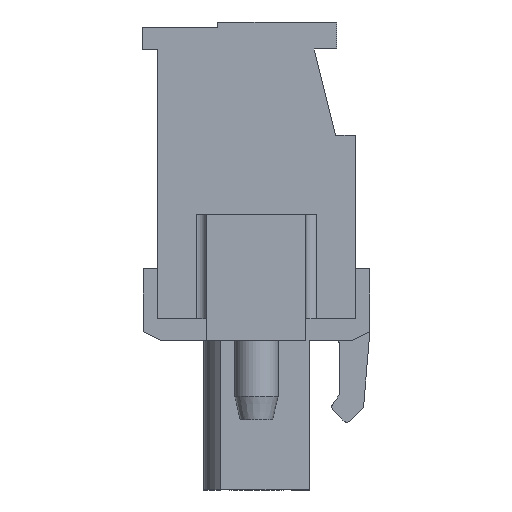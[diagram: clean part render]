
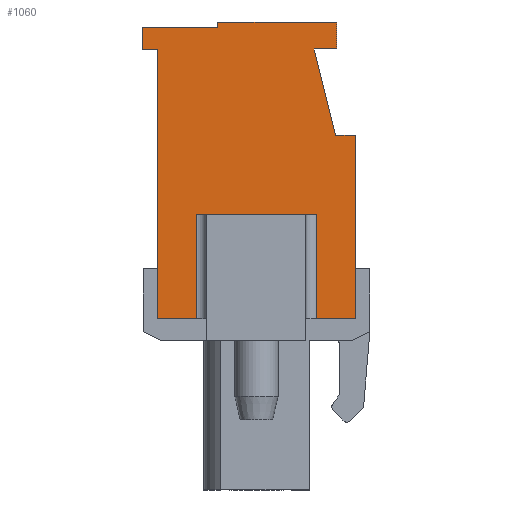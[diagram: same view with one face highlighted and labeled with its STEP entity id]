
A CAD part, left-side view. The second image highlights one B-rep face of the part: STEP entity #1060.
In plain terms, the highlighted planar face has unit normal (-1, 0, 0).
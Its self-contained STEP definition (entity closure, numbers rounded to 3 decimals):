
#1060 = ADVANCED_FACE( '', ( #2177 ), #2178, .T. );
#2177 = FACE_OUTER_BOUND( '', #3395, .T. );
#2178 = PLANE( '', #3396 );
#3395 = EDGE_LOOP( '', ( #6153, #6154, #6155, #6156, #6157, #6158, #6159, #6160, #6161, #6162, #6163, #6164, #6165, #6166, #6167, #6168 ) );
#3396 = AXIS2_PLACEMENT_3D( '', #6169, #6170, #6171 );
#6153 = ORIENTED_EDGE( '', *, *, #8010, .T. );
#6154 = ORIENTED_EDGE( '', *, *, #8133, .T. );
#6155 = ORIENTED_EDGE( '', *, *, #8029, .T. );
#6156 = ORIENTED_EDGE( '', *, *, #8621, .T. );
#6157 = ORIENTED_EDGE( '', *, *, #8004, .T. );
#6158 = ORIENTED_EDGE( '', *, *, #8622, .T. );
#6159 = ORIENTED_EDGE( '', *, *, #7574, .T. );
#6160 = ORIENTED_EDGE( '', *, *, #7795, .T. );
#6161 = ORIENTED_EDGE( '', *, *, #8538, .T. );
#6162 = ORIENTED_EDGE( '', *, *, #8061, .T. );
#6163 = ORIENTED_EDGE( '', *, *, #7725, .T. );
#6164 = ORIENTED_EDGE( '', *, *, #8175, .T. );
#6165 = ORIENTED_EDGE( '', *, *, #8623, .T. );
#6166 = ORIENTED_EDGE( '', *, *, #8624, .T. );
#6167 = ORIENTED_EDGE( '', *, *, #8574, .T. );
#6168 = ORIENTED_EDGE( '', *, *, #8625, .T. );
#6169 = CARTESIAN_POINT( '', ( -5., 0., 0. ) );
#6170 = DIRECTION( '', ( -1., 0., 0. ) );
#6171 = DIRECTION( '', ( 0., 0., 1. ) );
#7574 = EDGE_CURVE( '', #9109, #9110, #9111, .T. );
#7725 = EDGE_CURVE( '', #9380, #9381, #9382, .T. );
#7795 = EDGE_CURVE( '', #9110, #9503, #9504, .T. );
#8004 = EDGE_CURVE( '', #9842, #9840, #9843, .T. );
#8010 = EDGE_CURVE( '', #9822, #9852, #9854, .T. );
#8029 = EDGE_CURVE( '', #9885, #9886, #9887, .T. );
#8061 = EDGE_CURVE( '', #9935, #9380, #9936, .T. );
#8133 = EDGE_CURVE( '', #9852, #9885, #10045, .T. );
#8175 = EDGE_CURVE( '', #9381, #10110, #10111, .T. );
#8538 = EDGE_CURVE( '', #9503, #9935, #10615, .T. );
#8574 = EDGE_CURVE( '', #10659, #10660, #10661, .T. );
#8621 = EDGE_CURVE( '', #9886, #9842, #10722, .T. );
#8622 = EDGE_CURVE( '', #9840, #9109, #10723, .T. );
#8623 = EDGE_CURVE( '', #10110, #10724, #10725, .T. );
#8624 = EDGE_CURVE( '', #10724, #10659, #10726, .T. );
#8625 = EDGE_CURVE( '', #10660, #9822, #10727, .T. );
#9109 = VERTEX_POINT( '', #11318 );
#9110 = VERTEX_POINT( '', #11319 );
#9111 = LINE( '', #11320, #11321 );
#9380 = VERTEX_POINT( '', #11700 );
#9381 = VERTEX_POINT( '', #11701 );
#9382 = LINE( '', #11702, #11703 );
#9503 = VERTEX_POINT( '', #11874 );
#9504 = LINE( '', #11875, #11876 );
#9822 = VERTEX_POINT( '', #12336 );
#9840 = VERTEX_POINT( '', #12365 );
#9842 = VERTEX_POINT( '', #12368 );
#9843 = LINE( '', #12369, #12370 );
#9852 = VERTEX_POINT( '', #12382 );
#9854 = LINE( '', #12384, #12385 );
#9885 = VERTEX_POINT( '', #12429 );
#9886 = VERTEX_POINT( '', #12430 );
#9887 = LINE( '', #12431, #12432 );
#9935 = VERTEX_POINT( '', #12512 );
#9936 = LINE( '', #12513, #12514 );
#10045 = LINE( '', #12672, #12673 );
#10110 = VERTEX_POINT( '', #12769 );
#10111 = LINE( '', #12770, #12771 );
#10615 = LINE( '', #13518, #13519 );
#10659 = VERTEX_POINT( '', #13581 );
#10660 = VERTEX_POINT( '', #13582 );
#10661 = LINE( '', #13583, #13584 );
#10722 = LINE( '', #13671, #13672 );
#10723 = LINE( '', #13673, #13674 );
#10724 = VERTEX_POINT( '', #13675 );
#10725 = LINE( '', #13676, #13677 );
#10726 = LINE( '', #13678, #13679 );
#10727 = LINE( '', #13680, #13681 );
#11318 = CARTESIAN_POINT( '', ( -5., -5.5, 2.725 ) );
#11319 = CARTESIAN_POINT( '', ( -5., -4.4, 2.725 ) );
#11320 = CARTESIAN_POINT( '', ( -5., -5.5, 2.725 ) );
#11321 = VECTOR( '', #14227, 1000. );
#11700 = CARTESIAN_POINT( '', ( -5., -4.45, 9.025 ) );
#11701 = CARTESIAN_POINT( '', ( -5., 2.15, 9.025 ) );
#11702 = CARTESIAN_POINT( '', ( -5., -4.45, 9.025 ) );
#11703 = VECTOR( '', #14393, 1000. );
#11874 = CARTESIAN_POINT( '', ( -5., -3.2, 7.525 ) );
#11875 = CARTESIAN_POINT( '', ( -5., -4.4, 2.725 ) );
#11876 = VECTOR( '', #14462, 1000. );
#12336 = CARTESIAN_POINT( '', ( -5., 5.5, -7.475 ) );
#12365 = CARTESIAN_POINT( '', ( -5., -5.5, -7.475 ) );
#12368 = CARTESIAN_POINT( '', ( -5., -3.35, -7.475 ) );
#12369 = CARTESIAN_POINT( '', ( -5., 5.5, -7.475 ) );
#12370 = VECTOR( '', #14665, 1000. );
#12382 = CARTESIAN_POINT( '', ( -5., 3.35, -7.475 ) );
#12384 = CARTESIAN_POINT( '', ( -5., 5.5, -7.475 ) );
#12385 = VECTOR( '', #14675, 1000. );
#12429 = CARTESIAN_POINT( '', ( -5., 3.35, -1.675 ) );
#12430 = CARTESIAN_POINT( '', ( -5., -3.35, -1.675 ) );
#12431 = CARTESIAN_POINT( '', ( -5., 2.75, -1.675 ) );
#12432 = VECTOR( '', #14692, 1000. );
#12512 = CARTESIAN_POINT( '', ( -5., -4.45, 7.525 ) );
#12513 = CARTESIAN_POINT( '', ( -5., -4.45, 7.525 ) );
#12514 = VECTOR( '', #14722, 1000. );
#12672 = CARTESIAN_POINT( '', ( -5., 3.35, -1.675 ) );
#12673 = VECTOR( '', #14787, 1000. );
#12769 = CARTESIAN_POINT( '', ( -5., 2.15, 8.725 ) );
#12770 = CARTESIAN_POINT( '', ( -5., 2.15, 9.025 ) );
#12771 = VECTOR( '', #14822, 1000. );
#13518 = CARTESIAN_POINT( '', ( -5., -3.2, 7.525 ) );
#13519 = VECTOR( '', #15155, 1000. );
#13581 = CARTESIAN_POINT( '', ( -5., 6.35, 7.475 ) );
#13582 = CARTESIAN_POINT( '', ( -5., 5.5, 7.475 ) );
#13583 = CARTESIAN_POINT( '', ( -5., 6.35, 7.475 ) );
#13584 = VECTOR( '', #15195, 1000. );
#13671 = CARTESIAN_POINT( '', ( -5., -3.35, -7.475 ) );
#13672 = VECTOR( '', #15234, 1000. );
#13673 = CARTESIAN_POINT( '', ( -5., -5.5, -7.475 ) );
#13674 = VECTOR( '', #15235, 1000. );
#13675 = CARTESIAN_POINT( '', ( -5., 6.35, 8.725 ) );
#13676 = CARTESIAN_POINT( '', ( -5., 2.15, 8.725 ) );
#13677 = VECTOR( '', #15236, 1000. );
#13678 = CARTESIAN_POINT( '', ( -5., 6.35, 8.725 ) );
#13679 = VECTOR( '', #15237, 1000. );
#13680 = CARTESIAN_POINT( '', ( -5., 5.5, 7.475 ) );
#13681 = VECTOR( '', #15238, 1000. );
#14227 = DIRECTION( '', ( 0., 1., 0. ) );
#14393 = DIRECTION( '', ( 0., 1., 0. ) );
#14462 = DIRECTION( '', ( 0., 0.243, 0.97 ) );
#14665 = DIRECTION( '', ( 0., -1., 0. ) );
#14675 = DIRECTION( '', ( 0., -1., 0. ) );
#14692 = DIRECTION( '', ( 0., -1., 0. ) );
#14722 = DIRECTION( '', ( 0., 0., 1. ) );
#14787 = DIRECTION( '', ( 0., 0., 1. ) );
#14822 = DIRECTION( '', ( 0., 0., -1. ) );
#15155 = DIRECTION( '', ( 0., -1., 0. ) );
#15195 = DIRECTION( '', ( 0., -1., 0. ) );
#15234 = DIRECTION( '', ( 0., 0., -1. ) );
#15235 = DIRECTION( '', ( 0., 0., 1. ) );
#15236 = DIRECTION( '', ( 0., 1., 0. ) );
#15237 = DIRECTION( '', ( 0., 0., -1. ) );
#15238 = DIRECTION( '', ( 0., 0., -1. ) );
